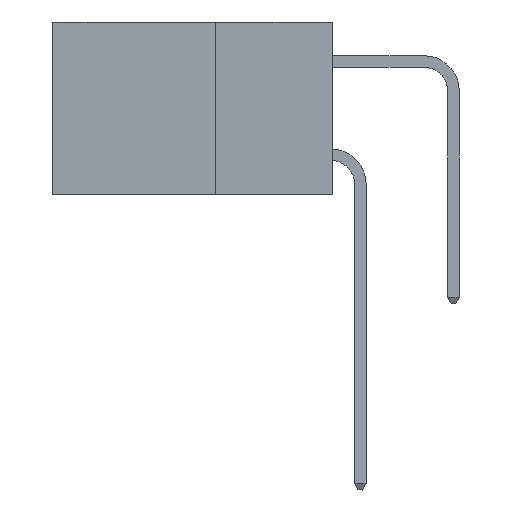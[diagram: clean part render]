
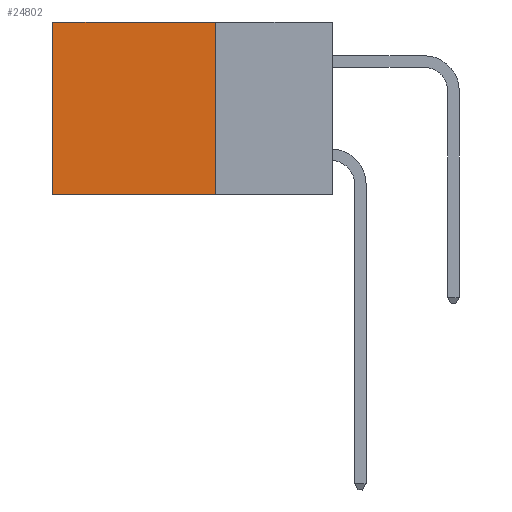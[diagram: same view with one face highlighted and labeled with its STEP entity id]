
A CAD part, left-side view. The second image highlights one B-rep face of the part: STEP entity #24802.
In plain terms, the highlighted planar face has unit normal (-1, 0, 0).
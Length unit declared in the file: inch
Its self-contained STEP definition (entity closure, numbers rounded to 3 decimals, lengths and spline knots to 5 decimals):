
#506 = LINE ( 'NONE', #3297, #17498 ) ;
#611 = ORIENTED_EDGE ( 'NONE', *, *, #15189, .F. ) ;
#979 = DIRECTION ( 'NONE',  ( 0., 1., 0. ) ) ;
#1144 = EDGE_CURVE ( 'NONE', #13916, #13866, #11036, .T. ) ;
#1225 = DIRECTION ( 'NONE',  ( 0., 1., 0. ) ) ;
#1736 = DIRECTION ( 'NONE',  ( 1., 0., 0. ) ) ;
#2232 = CARTESIAN_POINT ( 'NONE',  ( 0.298, 0.6, 0. ) ) ;
#3110 = VERTEX_POINT ( 'NONE', #9553 ) ;
#3297 = CARTESIAN_POINT ( 'NONE',  ( 0.298, 0.25, 0. ) ) ;
#3637 = DIRECTION ( 'NONE',  ( 0., 0., -1. ) ) ;
#3728 = ORIENTED_EDGE ( 'NONE', *, *, #10044, .F. ) ;
#4425 = AXIS2_PLACEMENT_3D ( 'NONE', #9974, #1736, #26185 ) ;
#4453 = CARTESIAN_POINT ( 'NONE',  ( 0.298, 0.25, -0.37 ) ) ;
#7354 = CARTESIAN_POINT ( 'NONE',  ( 0.298, 0.25, 0. ) ) ;
#7826 = VERTEX_POINT ( 'NONE', #4453 ) ;
#9553 = CARTESIAN_POINT ( 'NONE',  ( 0.298, 0.6, -0.37 ) ) ;
#9974 = CARTESIAN_POINT ( 'NONE',  ( 0.298, 0.25, 0. ) ) ;
#10044 = EDGE_CURVE ( 'NONE', #13916, #7826, #506, .T. ) ;
#10053 = FACE_OUTER_BOUND ( 'NONE', #23489, .T. ) ;
#11036 = LINE ( 'NONE', #7354, #16168 ) ;
#12718 = VECTOR ( 'NONE', #1225, 39.37008 ) ;
#13386 = DIRECTION ( 'NONE',  ( 0., 0., -1. ) ) ;
#13866 = VERTEX_POINT ( 'NONE', #2232 ) ;
#13916 = VERTEX_POINT ( 'NONE', #20892 ) ;
#14341 = EDGE_CURVE ( 'NONE', #13866, #3110, #14970, .T. ) ;
#14638 = LINE ( 'NONE', #23888, #12718 ) ;
#14970 = LINE ( 'NONE', #17227, #18497 ) ;
#15189 = EDGE_CURVE ( 'NONE', #7826, #3110, #14638, .T. ) ;
#16168 = VECTOR ( 'NONE', #979, 39.37008 ) ;
#16799 = ORIENTED_EDGE ( 'NONE', *, *, #1144, .T. ) ;
#17227 = CARTESIAN_POINT ( 'NONE',  ( 0.298, 0.6, 0. ) ) ;
#17498 = VECTOR ( 'NONE', #3637, 39.37008 ) ;
#18116 = PLANE ( 'NONE',  #4425 ) ;
#18497 = VECTOR ( 'NONE', #13386, 39.37008 ) ;
#19824 = ORIENTED_EDGE ( 'NONE', *, *, #14341, .T. ) ;
#20892 = CARTESIAN_POINT ( 'NONE',  ( 0.298, 0.25, 0. ) ) ;
#23489 = EDGE_LOOP ( 'NONE', ( #19824, #611, #3728, #16799 ) ) ;
#23888 = CARTESIAN_POINT ( 'NONE',  ( 0.298, 0.25, -0.37 ) ) ;
#24802 = ADVANCED_FACE ( 'NONE', ( #10053 ), #18116, .F. ) ;
#26185 = DIRECTION ( 'NONE',  ( 0., 0., -1. ) ) ;
